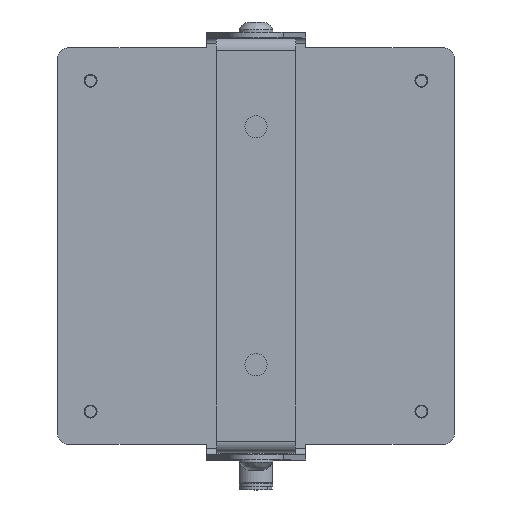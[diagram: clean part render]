
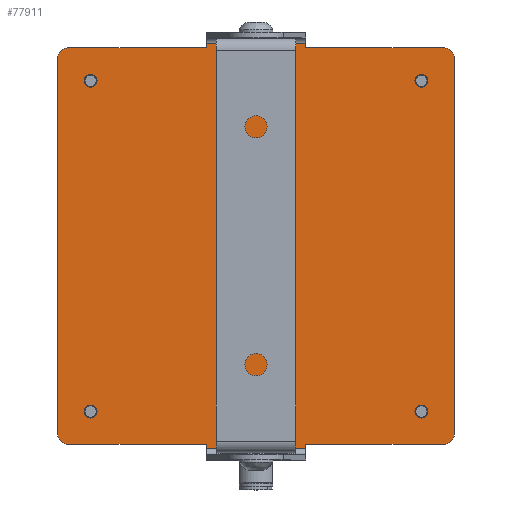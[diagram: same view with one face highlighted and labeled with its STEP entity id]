
A CAD part, top view. The second image highlights one B-rep face of the part: STEP entity #77911.
In plain terms, the highlighted planar face has unit normal (0, 0, 1).
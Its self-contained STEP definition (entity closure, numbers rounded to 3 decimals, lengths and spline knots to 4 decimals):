
#27235=DIRECTION('',(1.,0.,0.));
#27236=VECTOR('',#27235,1.25);
#27237=CARTESIAN_POINT('',(-0.625,-2.551,1.2846));
#27238=LINE('',#27237,#27236);
#27239=DIRECTION('',(0.,1.,0.));
#27240=VECTOR('',#27239,0.051);
#27241=CARTESIAN_POINT('',(-0.625,-2.551,1.2846));
#27242=LINE('',#27241,#27240);
#27243=DIRECTION('',(-1.,0.,0.));
#27244=VECTOR('',#27243,1.75);
#27245=CARTESIAN_POINT('',(-0.625,-2.5,1.2846));
#27246=LINE('',#27245,#27244);
#27247=CARTESIAN_POINT('',(-2.375,-2.375,1.2846));
#27248=DIRECTION('',(0.,0.,-1.));
#27249=DIRECTION('',(0.,-1.,0.));
#27250=AXIS2_PLACEMENT_3D('',#27247,#27248,#27249);
#27252=DIRECTION('',(0.,1.,0.));
#27253=VECTOR('',#27252,4.75);
#27254=CARTESIAN_POINT('',(-2.5,-2.375,1.2846));
#27255=LINE('',#27254,#27253);
#27256=CARTESIAN_POINT('',(-2.375,2.375,1.2846));
#27257=DIRECTION('',(0.,0.,-1.));
#27258=DIRECTION('',(-1.,0.,0.));
#27259=AXIS2_PLACEMENT_3D('',#27256,#27257,#27258);
#27261=DIRECTION('',(1.,0.,0.));
#27262=VECTOR('',#27261,1.75);
#27263=CARTESIAN_POINT('',(-2.375,2.5,1.2846));
#27264=LINE('',#27263,#27262);
#27265=DIRECTION('',(0.,1.,0.));
#27266=VECTOR('',#27265,0.051);
#27267=CARTESIAN_POINT('',(-0.625,2.5,1.2846));
#27268=LINE('',#27267,#27266);
#27269=DIRECTION('',(0.,-1.,0.));
#27270=VECTOR('',#27269,0.051);
#27271=CARTESIAN_POINT('',(0.625,2.551,1.2846));
#27272=LINE('',#27271,#27270);
#27273=DIRECTION('',(1.,0.,0.));
#27274=VECTOR('',#27273,1.75);
#27275=CARTESIAN_POINT('',(0.625,2.5,1.2846));
#27276=LINE('',#27275,#27274);
#27277=CARTESIAN_POINT('',(2.375,2.375,1.2846));
#27278=DIRECTION('',(0.,0.,-1.));
#27279=DIRECTION('',(0.,1.,0.));
#27280=AXIS2_PLACEMENT_3D('',#27277,#27278,#27279);
#27282=DIRECTION('',(0.,-1.,0.));
#27283=VECTOR('',#27282,4.75);
#27284=CARTESIAN_POINT('',(2.5,2.375,1.2846));
#27285=LINE('',#27284,#27283);
#27286=CARTESIAN_POINT('',(2.375,-2.375,1.2846));
#27287=DIRECTION('',(0.,0.,-1.));
#27288=DIRECTION('',(1.,0.,0.));
#27289=AXIS2_PLACEMENT_3D('',#27286,#27287,#27288);
#27291=DIRECTION('',(-1.,0.,0.));
#27292=VECTOR('',#27291,1.75);
#27293=CARTESIAN_POINT('',(2.375,-2.5,1.2846));
#27294=LINE('',#27293,#27292);
#27295=DIRECTION('',(0.,-1.,0.));
#27296=VECTOR('',#27295,0.051);
#27297=CARTESIAN_POINT('',(0.625,-2.5,1.2846));
#27298=LINE('',#27297,#27296);
#27299=CARTESIAN_POINT('',(2.0865,2.0865,1.2846));
#27300=DIRECTION('',(0.,0.,1.));
#27301=DIRECTION('',(0.,-1.,0.));
#27302=AXIS2_PLACEMENT_3D('',#27299,#27300,#27301);
#27304=CARTESIAN_POINT('',(2.0865,2.0865,1.2846));
#27305=DIRECTION('',(0.,0.,1.));
#27306=DIRECTION('',(0.,1.,0.));
#27307=AXIS2_PLACEMENT_3D('',#27304,#27305,#27306);
#27309=CARTESIAN_POINT('',(2.0865,-2.0865,1.2846));
#27310=DIRECTION('',(0.,0.,1.));
#27311=DIRECTION('',(0.,-1.,0.));
#27312=AXIS2_PLACEMENT_3D('',#27309,#27310,#27311);
#27314=CARTESIAN_POINT('',(2.0865,-2.0865,1.2846));
#27315=DIRECTION('',(0.,0.,1.));
#27316=DIRECTION('',(0.,1.,0.));
#27317=AXIS2_PLACEMENT_3D('',#27314,#27315,#27316);
#27319=CARTESIAN_POINT('',(-2.0865,2.0865,1.2846));
#27320=DIRECTION('',(0.,0.,1.));
#27321=DIRECTION('',(0.,-1.,0.));
#27322=AXIS2_PLACEMENT_3D('',#27319,#27320,#27321);
#27324=CARTESIAN_POINT('',(-2.0865,2.0865,1.2846));
#27325=DIRECTION('',(0.,0.,1.));
#27326=DIRECTION('',(0.,1.,0.));
#27327=AXIS2_PLACEMENT_3D('',#27324,#27325,#27326);
#27329=CARTESIAN_POINT('',(-2.0865,-2.0865,1.2846));
#27330=DIRECTION('',(0.,0.,1.));
#27331=DIRECTION('',(0.,-1.,0.));
#27332=AXIS2_PLACEMENT_3D('',#27329,#27330,#27331);
#27334=CARTESIAN_POINT('',(-2.0865,-2.0865,1.2846));
#27335=DIRECTION('',(0.,0.,1.));
#27336=DIRECTION('',(0.,1.,0.));
#27337=AXIS2_PLACEMENT_3D('',#27334,#27335,#27336);
#27343=DIRECTION('',(-1.,0.,0.));
#27344=VECTOR('',#27343,1.25);
#27345=CARTESIAN_POINT('',(0.625,2.551,1.2846));
#27346=LINE('',#27345,#27344);
#35470=CARTESIAN_POINT('',(-0.625,-2.551,1.2846));
#35471=VERTEX_POINT('',#35470);
#35472=CARTESIAN_POINT('',(-0.625,-2.5,1.2846));
#35473=VERTEX_POINT('',#35472);
#35474=CARTESIAN_POINT('',(-2.375,-2.5,1.2846));
#35475=VERTEX_POINT('',#35474);
#35476=CARTESIAN_POINT('',(-2.5,-2.375,1.2846));
#35477=VERTEX_POINT('',#35476);
#35478=CARTESIAN_POINT('',(-2.5,2.375,1.2846));
#35479=VERTEX_POINT('',#35478);
#35480=CARTESIAN_POINT('',(-2.375,2.5,1.2846));
#35481=VERTEX_POINT('',#35480);
#35482=CARTESIAN_POINT('',(-0.625,2.5,1.2846));
#35483=VERTEX_POINT('',#35482);
#35484=CARTESIAN_POINT('',(-0.625,2.551,1.2846));
#35485=VERTEX_POINT('',#35484);
#35508=CARTESIAN_POINT('',(0.625,2.551,1.2846));
#35509=VERTEX_POINT('',#35508);
#35704=CARTESIAN_POINT('',(0.625,-2.551,1.2846));
#35705=VERTEX_POINT('',#35704);
#35706=CARTESIAN_POINT('',(0.625,2.5,1.2846));
#35707=VERTEX_POINT('',#35706);
#35708=CARTESIAN_POINT('',(2.375,2.5,1.2846));
#35709=VERTEX_POINT('',#35708);
#35710=CARTESIAN_POINT('',(2.5,2.375,1.2846));
#35711=VERTEX_POINT('',#35710);
#35712=CARTESIAN_POINT('',(2.5,-2.375,1.2846));
#35713=VERTEX_POINT('',#35712);
#35714=CARTESIAN_POINT('',(2.375,-2.5,1.2846));
#35715=VERTEX_POINT('',#35714);
#35716=CARTESIAN_POINT('',(0.625,-2.5,1.2846));
#35717=VERTEX_POINT('',#35716);
#35718=CARTESIAN_POINT('',(2.0865,2.0185,1.2846));
#35719=CARTESIAN_POINT('',(2.0865,2.1545,1.2846));
#35720=VERTEX_POINT('',#35718);
#35721=VERTEX_POINT('',#35719);
#35722=CARTESIAN_POINT('',(2.0865,-2.1545,1.2846));
#35723=CARTESIAN_POINT('',(2.0865,-2.0185,1.2846));
#35724=VERTEX_POINT('',#35722);
#35725=VERTEX_POINT('',#35723);
#35726=CARTESIAN_POINT('',(-2.0865,2.0185,1.2846));
#35727=CARTESIAN_POINT('',(-2.0865,2.1545,1.2846));
#35728=VERTEX_POINT('',#35726);
#35729=VERTEX_POINT('',#35727);
#35730=CARTESIAN_POINT('',(-2.0865,-2.1545,1.2846));
#35731=CARTESIAN_POINT('',(-2.0865,-2.0185,1.2846));
#35732=VERTEX_POINT('',#35730);
#35733=VERTEX_POINT('',#35731);
#77856=CARTESIAN_POINT('',(0.,0.,1.2846));
#77857=DIRECTION('',(0.,0.,1.));
#77858=DIRECTION('',(0.,-1.,0.));
#77859=AXIS2_PLACEMENT_3D('',#77856,#77857,#77858);
#77860=PLANE('',#77859);
#77861=ORIENTED_EDGE('',*,*,#77850,.F.);
#77862=ORIENTED_EDGE('',*,*,#75258,.T.);
#77863=ORIENTED_EDGE('',*,*,#75271,.T.);
#77864=ORIENTED_EDGE('',*,*,#75285,.T.);
#77865=ORIENTED_EDGE('',*,*,#75299,.T.);
#77866=ORIENTED_EDGE('',*,*,#75313,.T.);
#77867=ORIENTED_EDGE('',*,*,#75327,.T.);
#77868=ORIENTED_EDGE('',*,*,#75340,.T.);
#77870=ORIENTED_EDGE('',*,*,#77869,.F.);
#77872=ORIENTED_EDGE('',*,*,#77871,.T.);
#77874=ORIENTED_EDGE('',*,*,#77873,.T.);
#77876=ORIENTED_EDGE('',*,*,#77875,.T.);
#77878=ORIENTED_EDGE('',*,*,#77877,.T.);
#77880=ORIENTED_EDGE('',*,*,#77879,.T.);
#77882=ORIENTED_EDGE('',*,*,#77881,.T.);
#77884=ORIENTED_EDGE('',*,*,#77883,.T.);
#77885=EDGE_LOOP('',(#77861,#77862,#77863,#77864,#77865,#77866,#77867,#77868,
#77870,#77872,#77874,#77876,#77878,#77880,#77882,#77884));
#77886=FACE_OUTER_BOUND('',#77885,.F.);
#77888=ORIENTED_EDGE('',*,*,#77887,.T.);
#77890=ORIENTED_EDGE('',*,*,#77889,.T.);
#77891=EDGE_LOOP('',(#77888,#77890));
#77892=FACE_BOUND('',#77891,.F.);
#77894=ORIENTED_EDGE('',*,*,#77893,.T.);
#77896=ORIENTED_EDGE('',*,*,#77895,.T.);
#77897=EDGE_LOOP('',(#77894,#77896));
#77898=FACE_BOUND('',#77897,.F.);
#77900=ORIENTED_EDGE('',*,*,#77899,.T.);
#77902=ORIENTED_EDGE('',*,*,#77901,.T.);
#77903=EDGE_LOOP('',(#77900,#77902));
#77904=FACE_BOUND('',#77903,.F.);
#77906=ORIENTED_EDGE('',*,*,#77905,.T.);
#77908=ORIENTED_EDGE('',*,*,#77907,.T.);
#77909=EDGE_LOOP('',(#77906,#77908));
#77910=FACE_BOUND('',#77909,.F.);
#27251=CIRCLE('',#27250,0.125);
#27260=CIRCLE('',#27259,0.125);
#27281=CIRCLE('',#27280,0.125);
#27290=CIRCLE('',#27289,0.125);
#27303=CIRCLE('',#27302,0.068);
#27308=CIRCLE('',#27307,0.068);
#27313=CIRCLE('',#27312,0.068);
#27318=CIRCLE('',#27317,0.068);
#27323=CIRCLE('',#27322,0.068);
#27328=CIRCLE('',#27327,0.068);
#27333=CIRCLE('',#27332,0.068);
#27338=CIRCLE('',#27337,0.068);
#75258=EDGE_CURVE('',#35471,#35473,#27242,.T.);
#75271=EDGE_CURVE('',#35473,#35475,#27246,.T.);
#75285=EDGE_CURVE('',#35475,#35477,#27251,.T.);
#75299=EDGE_CURVE('',#35477,#35479,#27255,.T.);
#75313=EDGE_CURVE('',#35479,#35481,#27260,.T.);
#75327=EDGE_CURVE('',#35481,#35483,#27264,.T.);
#75340=EDGE_CURVE('',#35483,#35485,#27268,.T.);
#77850=EDGE_CURVE('',#35471,#35705,#27238,.T.);
#77869=EDGE_CURVE('',#35509,#35485,#27346,.T.);
#77871=EDGE_CURVE('',#35509,#35707,#27272,.T.);
#77873=EDGE_CURVE('',#35707,#35709,#27276,.T.);
#77875=EDGE_CURVE('',#35709,#35711,#27281,.T.);
#77877=EDGE_CURVE('',#35711,#35713,#27285,.T.);
#77879=EDGE_CURVE('',#35713,#35715,#27290,.T.);
#77881=EDGE_CURVE('',#35715,#35717,#27294,.T.);
#77883=EDGE_CURVE('',#35717,#35705,#27298,.T.);
#77887=EDGE_CURVE('',#35720,#35721,#27303,.T.);
#77889=EDGE_CURVE('',#35721,#35720,#27308,.T.);
#77893=EDGE_CURVE('',#35724,#35725,#27313,.T.);
#77895=EDGE_CURVE('',#35725,#35724,#27318,.T.);
#77899=EDGE_CURVE('',#35728,#35729,#27323,.T.);
#77901=EDGE_CURVE('',#35729,#35728,#27328,.T.);
#77905=EDGE_CURVE('',#35732,#35733,#27333,.T.);
#77907=EDGE_CURVE('',#35733,#35732,#27338,.T.);
#77911=ADVANCED_FACE('',(#77886,#77892,#77898,#77904,#77910),#77860,.T.);
